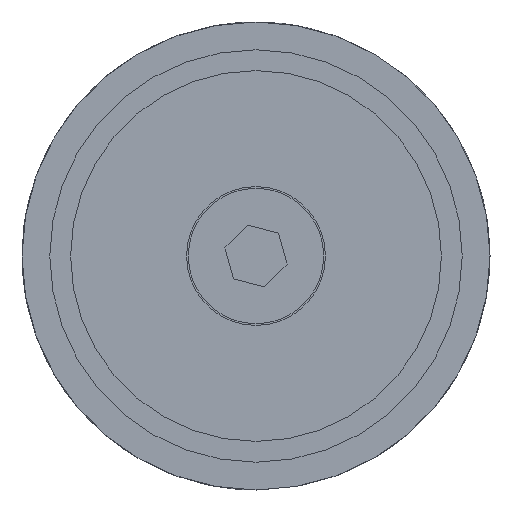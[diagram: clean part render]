
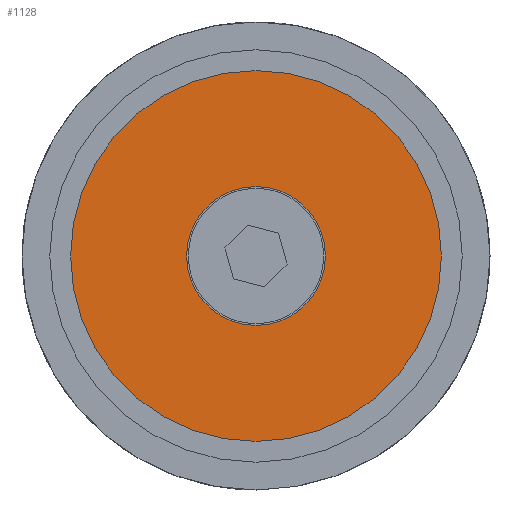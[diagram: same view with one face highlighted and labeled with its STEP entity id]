
A CAD part, front view. The second image highlights one B-rep face of the part: STEP entity #1128.
In plain terms, the highlighted planar face has unit normal (0, -1, 0).
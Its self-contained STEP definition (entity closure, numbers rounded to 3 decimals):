
#8 = CARTESIAN_POINT ( 'NONE',  ( 0., 25., -5. ) ) ;
#10 = AXIS2_PLACEMENT_3D ( 'NONE', #784, #1188, #1301 ) ;
#17 = DIRECTION ( 'NONE',  ( 0., -1., 0. ) ) ;
#34 = EDGE_CURVE ( 'NONE', #1527, #1470, #484, .T. ) ;
#77 = ORIENTED_EDGE ( 'NONE', *, *, #314, .F. ) ;
#82 = DIRECTION ( 'NONE',  ( 0., -1., 0. ) ) ;
#121 = CARTESIAN_POINT ( 'NONE',  ( 0., 25., -13.349 ) ) ;
#269 = FACE_BOUND ( 'NONE', #342, .T. ) ;
#281 = AXIS2_PLACEMENT_3D ( 'NONE', #651, #17, #636 ) ;
#314 = EDGE_CURVE ( 'NONE', #1484, #343, #1175, .T. ) ;
#342 = EDGE_LOOP ( 'NONE', ( #1206, #77 ) ) ;
#343 = VERTEX_POINT ( 'NONE', #8 ) ;
#394 = FACE_OUTER_BOUND ( 'NONE', #1075, .T. ) ;
#413 = CIRCLE ( 'NONE', #281, 5. ) ;
#484 = CIRCLE ( 'NONE', #1573, 13.349 ) ;
#605 = CARTESIAN_POINT ( 'NONE',  ( 0., 25., 0. ) ) ;
#612 = DIRECTION ( 'NONE',  ( 0., 0., -1. ) ) ;
#628 = CARTESIAN_POINT ( 'NONE',  ( 0., 25., 13.349 ) ) ;
#636 = DIRECTION ( 'NONE',  ( 0., 0., -1. ) ) ;
#651 = CARTESIAN_POINT ( 'NONE',  ( 0., 25., 0. ) ) ;
#660 = CIRCLE ( 'NONE', #1494, 13.349 ) ;
#700 = CARTESIAN_POINT ( 'NONE',  ( 0., 25., 0. ) ) ;
#784 = CARTESIAN_POINT ( 'NONE',  ( 0., 25., 0. ) ) ;
#845 = EDGE_CURVE ( 'NONE', #343, #1484, #413, .T. ) ;
#847 = DIRECTION ( 'NONE',  ( 0., 0., -1. ) ) ;
#909 = PLANE ( 'NONE',  #10 ) ;
#987 = EDGE_CURVE ( 'NONE', #1470, #1527, #660, .T. ) ;
#1022 = DIRECTION ( 'NONE',  ( 0., 0., -1. ) ) ;
#1075 = EDGE_LOOP ( 'NONE', ( #1314, #1381 ) ) ;
#1083 = AXIS2_PLACEMENT_3D ( 'NONE', #700, #1389, #612 ) ;
#1128 = ADVANCED_FACE ( 'NONE', ( #269, #394 ), #909, .T. ) ;
#1175 = CIRCLE ( 'NONE', #1083, 5. ) ;
#1188 = DIRECTION ( 'NONE',  ( 0., -1., 0. ) ) ;
#1206 = ORIENTED_EDGE ( 'NONE', *, *, #845, .F. ) ;
#1287 = DIRECTION ( 'NONE',  ( 0., -1., 0. ) ) ;
#1301 = DIRECTION ( 'NONE',  ( 0., 0., -1. ) ) ;
#1314 = ORIENTED_EDGE ( 'NONE', *, *, #987, .T. ) ;
#1381 = ORIENTED_EDGE ( 'NONE', *, *, #34, .T. ) ;
#1389 = DIRECTION ( 'NONE',  ( 0., -1., 0. ) ) ;
#1470 = VERTEX_POINT ( 'NONE', #121 ) ;
#1484 = VERTEX_POINT ( 'NONE', #1538 ) ;
#1494 = AXIS2_PLACEMENT_3D ( 'NONE', #605, #82, #847 ) ;
#1527 = VERTEX_POINT ( 'NONE', #628 ) ;
#1538 = CARTESIAN_POINT ( 'NONE',  ( 0., 25., 5. ) ) ;
#1573 = AXIS2_PLACEMENT_3D ( 'NONE', #1647, #1287, #1022 ) ;
#1647 = CARTESIAN_POINT ( 'NONE',  ( 0., 25., 0. ) ) ;
